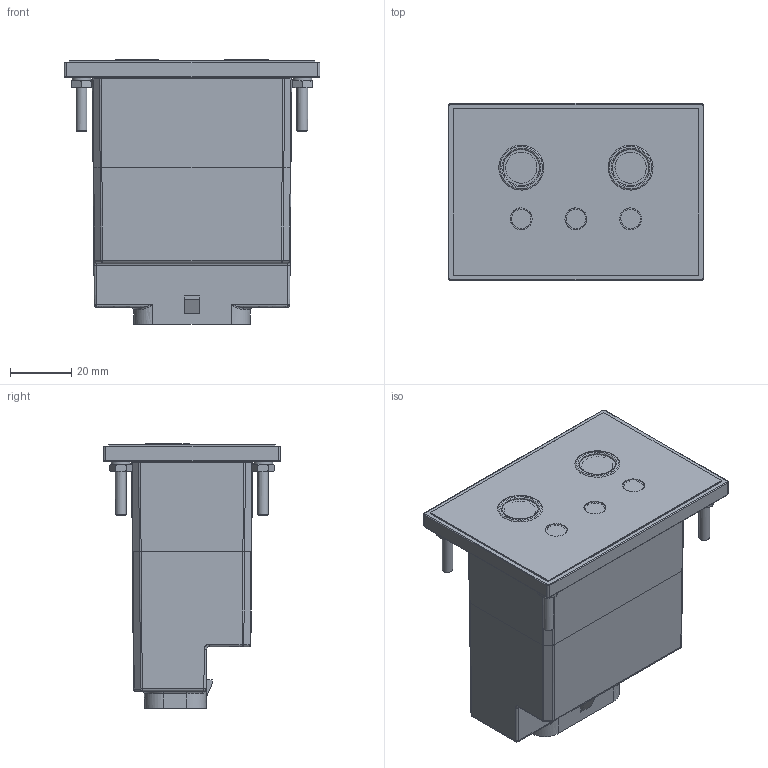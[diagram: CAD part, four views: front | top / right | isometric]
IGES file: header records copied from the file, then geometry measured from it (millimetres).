
Global section: file name: 8598-Transmitter.igs; preprocessor: I-DEAS 3D IGES Translator 15; date: 20110509.105734; units: inch
Bounding box: 83.18 x 57.66 x 86.11 mm (x, y, z)
Volume: 69882.3 mm3; surface area: 67266.8 mm2
Topology: 16 solids, 16 shells, 1001 faces, 2600 edges, 1623 vertices
Faces by surface type: bspline 1001
